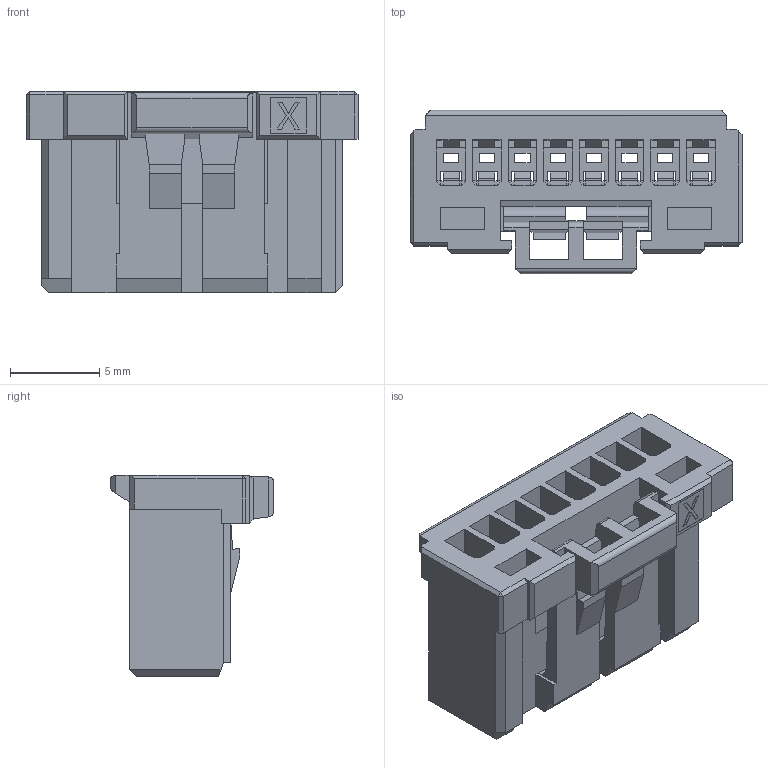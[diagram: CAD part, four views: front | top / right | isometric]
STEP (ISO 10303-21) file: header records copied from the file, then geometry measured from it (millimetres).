
FILE_DESCRIPTION( ('This file contains a STEP AP42 implementation' ,'as created by ZW3D STEP Interface translator.') ,'2;1' );
FILE_NAME( 'WD2000-1H08B001.stp' ,'2312 4.15 727', (''), ('ZWCAD Software Co.'), 'Version 1.0', 'ZW3D to STEP translator', '' );
FILE_SCHEMA(('AUTOMOTIVE_DESIGN { 1 0 10303 214 1 1 1 1 }'));
Length unit declared in the file: millimetre
Products named in the file (2): 0; WD2000-1H08B001
Bounding box: 18.6 x 9.15 x 11.3 mm (x, y, z)
Volume: 684.7 mm3; surface area: 1958.1 mm2
Topology: 1 solids, 1 shells, 628 faces, 1732 edges, 1114 vertices
Faces by surface type: plane 583, cylinder 41, bspline 4
Entity records: 20236 total; most frequent: CARTESIAN_POINT 3547, ORIENTED_EDGE 3464, DIRECTION 3040, EDGE_CURVE 1732, VECTOR 1642, LINE 1642, VERTEX_POINT 1114, AXIS2_PLACEMENT_3D 699
